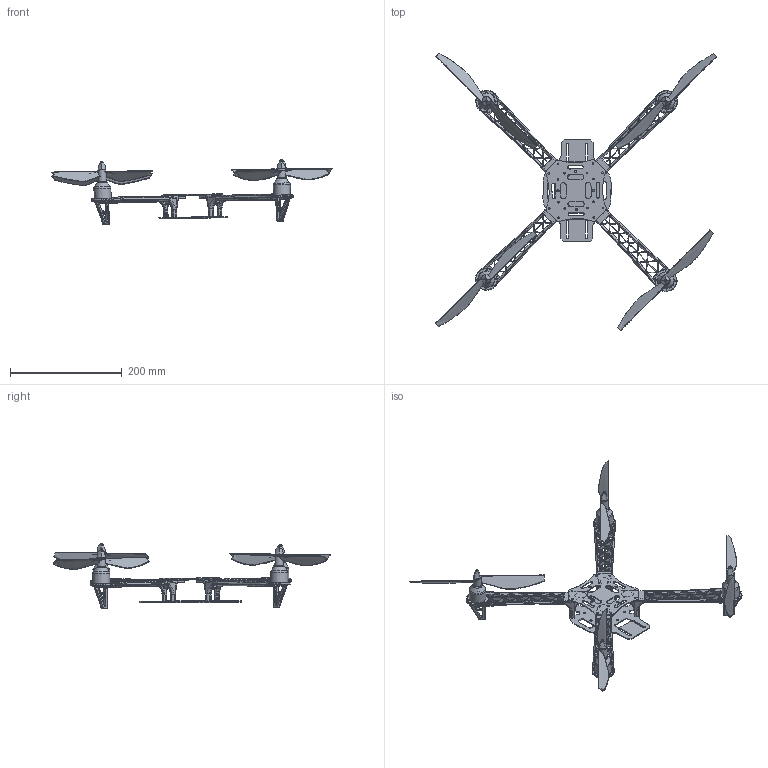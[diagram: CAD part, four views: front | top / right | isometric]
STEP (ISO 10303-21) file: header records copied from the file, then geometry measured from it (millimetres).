
FILE_DESCRIPTION(/* description */ ('','CAx-IF Rec.Pracs.---Representation and Presentation of Product Manufacturing Information (PMI)---4.0---2014-10-13'),/* implementation_level */ '2;1');
FILE_NAME(/* name */ 'drone v3.step',/* time_stamp */ '2025-01-23T15:03:22+05:30',/* author */ (''),/* organization */ (''),/* preprocessor_version */ 'ST-DEVELOPER v20',/* originating_system */ 'Autodesk Translation Framework v13.20.0.188',/* authorisation */ '');
FILE_SCHEMA (('AP242_MANAGED_MODEL_BASED_3D_ENGINEERING_MIM_LF { 1 0 10303 442 1 1 4 }'));
Length unit declared in the file: millimetre
Products named in the file (12): drone; base bottom; base top; arm; motor; motor_1; motor_2; motor_3; Component1; propellor; propellor head; propellor_1
Assembly tree (22 placements, depth 3):
  drone
    base bottom
    base top
    arm  x4
    motor
      Component1
    motor_1
      Component1
    motor_2
      Component1
    motor_3
      Component1
    propellor  x2
    propellor head  x4
    propellor_1  x2
Bounding box: 502.54 x 495.47 x 117.62 mm (x, y, z)
Volume: 210586.1 mm3; surface area: 218455.5 mm2
Topology: 26 solids, 26 shells, 2186 faces, 6586 edges, 4260 vertices
Faces by surface type: plane 1042, cylinder 728, bspline 248, torus 144, sphere 20, cone 4
Full cylindrical faces by diameter (mm): 2.911 x1, 3 x23, 3.485 x4, 4 x10, 7 x4, 7.717 x12, 9 x12, 10 x4, 14.442 x4, 21.633 x4, 27.203 x4, 30 x4
Entity records: 30953 total; most frequent: CARTESIAN_POINT 10525, ORIENTED_EDGE 4392, DIRECTION 3976, EDGE_CURVE 2196, AXIS2_PLACEMENT_3D 1458, VERTEX_POINT 1430, LINE 1060, VECTOR 1060
